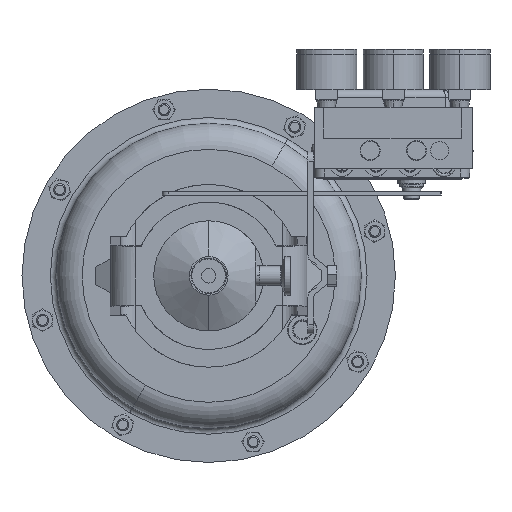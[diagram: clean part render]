
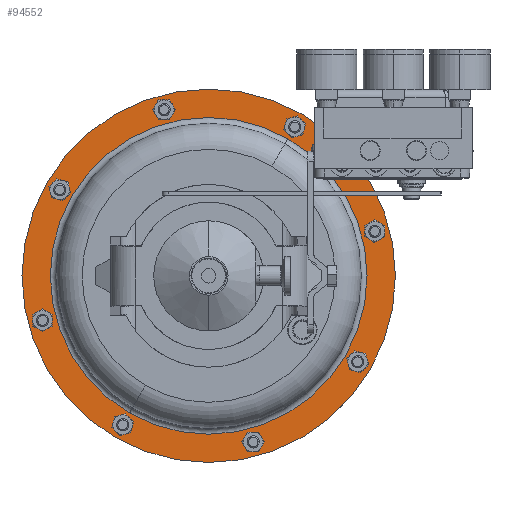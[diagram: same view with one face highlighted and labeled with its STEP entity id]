
A CAD part, front view. The second image highlights one B-rep face of the part: STEP entity #94552.
In plain terms, the highlighted planar face has unit normal (0, -1, 0).
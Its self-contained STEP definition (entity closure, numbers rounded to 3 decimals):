
#166 = CIRCLE ( 'NONE', #18865, 4.75 ) ;
#2135 = DIRECTION ( 'NONE',  ( 0., 1., 0. ) ) ;
#5742 = CARTESIAN_POINT ( 'NONE',  ( 0., 9.578, 0. ) ) ;
#11608 = CARTESIAN_POINT ( 'NONE',  ( 2.375, 9.578, 4.114 ) ) ;
#12836 = CARTESIAN_POINT ( 'NONE',  ( -2.375, 9.578, -4.114 ) ) ;
#18136 = CARTESIAN_POINT ( 'NONE',  ( 4.114, 9.578, -2.375 ) ) ;
#18497 = CARTESIAN_POINT ( 'NONE',  ( 0., 9.578, 0. ) ) ;
#18865 = AXIS2_PLACEMENT_3D ( 'NONE', #91168, #2135, #24846 ) ;
#19439 = DIRECTION ( 'NONE',  ( 0.5, 0., 0.866 ) ) ;
#23060 = CARTESIAN_POINT ( 'NONE',  ( 2.014, 9.578, 3.489 ) ) ;
#24531 = VERTEX_POINT ( 'NONE', #43579 ) ;
#24846 = DIRECTION ( 'NONE',  ( 0.5, 0., 0.866 ) ) ;
#25486 = EDGE_LOOP ( 'NONE', ( #92698, #79795 ) ) ;
#32775 = CIRCLE ( 'NONE', #44019, 4.75 ) ;
#33401 = DIRECTION ( 'NONE',  ( 0., 1., 0. ) ) ;
#33846 = CARTESIAN_POINT ( 'NONE',  ( 0., 9.578, 0. ) ) ;
#34619 = DIRECTION ( 'NONE',  ( -0.5, 0., -0.866 ) ) ;
#37197 = AXIS2_PLACEMENT_3D ( 'NONE', #33846, #93986, #57477 ) ;
#41991 = CIRCLE ( 'NONE', #55809, 4.029 ) ;
#43579 = CARTESIAN_POINT ( 'NONE',  ( -2.014, 9.578, -3.489 ) ) ;
#43621 = DIRECTION ( 'NONE',  ( 0.5, 0., 0.866 ) ) ;
#44019 = AXIS2_PLACEMENT_3D ( 'NONE', #18497, #33401, #19439 ) ;
#45040 = EDGE_CURVE ( 'NONE', #24531, #90405, #41991, .T. ) ;
#45381 = EDGE_CURVE ( 'NONE', #90405, #24531, #61614, .T. ) ;
#45783 = EDGE_CURVE ( 'NONE', #68002, #78152, #32775, .T. ) ;
#49916 = ORIENTED_EDGE ( 'NONE', *, *, #45381, .T. ) ;
#54675 = ORIENTED_EDGE ( 'NONE', *, *, #45040, .T. ) ;
#55809 = AXIS2_PLACEMENT_3D ( 'NONE', #5742, #80553, #43621 ) ;
#57477 = DIRECTION ( 'NONE',  ( 0.5, 0., 0.866 ) ) ;
#61614 = CIRCLE ( 'NONE', #37197, 4.029 ) ;
#62459 = PLANE ( 'NONE',  #72874 ) ;
#68002 = VERTEX_POINT ( 'NONE', #12836 ) ;
#69615 = EDGE_CURVE ( 'NONE', #78152, #68002, #166, .T. ) ;
#70818 = DIRECTION ( 'NONE',  ( 0., -1., 0. ) ) ;
#70892 = EDGE_LOOP ( 'NONE', ( #49916, #54675 ) ) ;
#72874 = AXIS2_PLACEMENT_3D ( 'NONE', #18136, #70818, #34619 ) ;
#78152 = VERTEX_POINT ( 'NONE', #11608 ) ;
#79795 = ORIENTED_EDGE ( 'NONE', *, *, #45783, .F. ) ;
#80553 = DIRECTION ( 'NONE',  ( 0., 1., 0. ) ) ;
#88814 = FACE_OUTER_BOUND ( 'NONE', #25486, .T. ) ;
#90405 = VERTEX_POINT ( 'NONE', #23060 ) ;
#91099 = FACE_BOUND ( 'NONE', #70892, .T. ) ;
#91168 = CARTESIAN_POINT ( 'NONE',  ( 0., 9.578, 0. ) ) ;
#92698 = ORIENTED_EDGE ( 'NONE', *, *, #69615, .F. ) ;
#93986 = DIRECTION ( 'NONE',  ( 0., 1., 0. ) ) ;
#94552 = ADVANCED_FACE ( 'NONE', ( #91099, #88814 ), #62459, .T. ) ;
